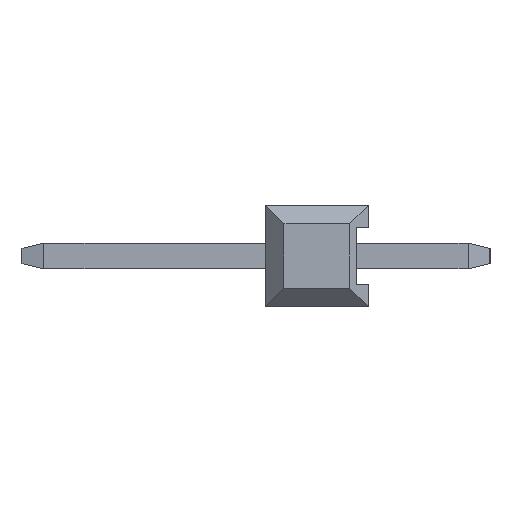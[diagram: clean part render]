
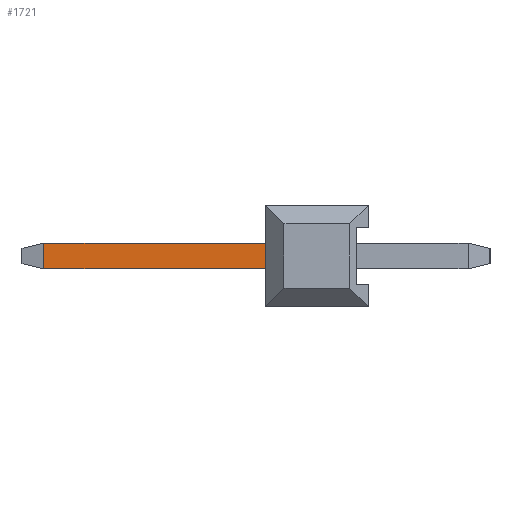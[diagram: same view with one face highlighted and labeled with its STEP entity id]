
A CAD part, left-side view. The second image highlights one B-rep face of the part: STEP entity #1721.
In plain terms, the highlighted planar face has unit normal (-1, 0, 0).
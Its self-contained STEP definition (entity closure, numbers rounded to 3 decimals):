
#1721 = ADVANCED_FACE ( 'NONE', ( #16444 ), #31042, .T. ) ;
#5279 = EDGE_CURVE ( 'NONE', #18957, #18673, #6598, .T. ) ;
#6598 = LINE ( 'NONE', #6599, #24784 ) ;
#6599 = CARTESIAN_POINT ( 'NONE',  ( -0.32, 2.54, -0.32 ) ) ;
#6600 = DIRECTION ( 'NONE',  ( 0., 0., 1. ) ) ;
#10679 = EDGE_LOOP ( 'NONE', ( #19216, #19213, #19226, #19227 ) ) ;
#16421 = AXIS2_PLACEMENT_3D ( 'NONE', #31043, #31044, #31045 ) ;
#16444 = FACE_OUTER_BOUND ( 'NONE', #10679, .T. ) ;
#16824 = EDGE_CURVE ( 'NONE', #20946, #18957, #27548, .T. ) ;
#16826 = EDGE_CURVE ( 'NONE', #20957, #20946, #27554, .T. ) ;
#16827 = EDGE_CURVE ( 'NONE', #20957, #18673, #27557, .T. ) ;
#18673 = VERTEX_POINT ( 'NONE', #27594 ) ;
#18957 = VERTEX_POINT ( 'NONE', #27785 ) ;
#19213 = ORIENTED_EDGE ( 'NONE', *, *, #16826, .T. ) ;
#19216 = ORIENTED_EDGE ( 'NONE', *, *, #16827, .F. ) ;
#19226 = ORIENTED_EDGE ( 'NONE', *, *, #16824, .T. ) ;
#19227 = ORIENTED_EDGE ( 'NONE', *, *, #5279, .T. ) ;
#20242 = VECTOR ( 'NONE', #27550, 1000. ) ;
#20244 = VECTOR ( 'NONE', #27556, 1000. ) ;
#20245 = VECTOR ( 'NONE', #27559, 1000. ) ;
#20946 = VERTEX_POINT ( 'NONE', #26502 ) ;
#20957 = VERTEX_POINT ( 'NONE', #26511 ) ;
#24784 = VECTOR ( 'NONE', #6600, 1000. ) ;
#26502 = CARTESIAN_POINT ( 'NONE',  ( -0.32, 7.999, -0.32 ) ) ;
#26511 = CARTESIAN_POINT ( 'NONE',  ( -0.32, 7.999, 0.32 ) ) ;
#27548 = LINE ( 'NONE', #27549, #20242 ) ;
#27549 = CARTESIAN_POINT ( 'NONE',  ( -0.32, 8.54, -0.32 ) ) ;
#27550 = DIRECTION ( 'NONE',  ( 0., -1., 0. ) ) ;
#27554 = LINE ( 'NONE', #27555, #20244 ) ;
#27555 = CARTESIAN_POINT ( 'NONE',  ( -0.32, 7.999, 0.32 ) ) ;
#27556 = DIRECTION ( 'NONE',  ( 0., 0., -1. ) ) ;
#27557 = LINE ( 'NONE', #27558, #20245 ) ;
#27558 = CARTESIAN_POINT ( 'NONE',  ( -0.32, 8.54, 0.32 ) ) ;
#27559 = DIRECTION ( 'NONE',  ( 0., -1., 0. ) ) ;
#27594 = CARTESIAN_POINT ( 'NONE',  ( -0.32, 2.54, 0.32 ) ) ;
#27785 = CARTESIAN_POINT ( 'NONE',  ( -0.32, 2.54, -0.32 ) ) ;
#31042 = PLANE ( 'NONE',  #16421 ) ;
#31043 = CARTESIAN_POINT ( 'NONE',  ( -0.32, 8.54, 0.32 ) ) ;
#31044 = DIRECTION ( 'NONE',  ( -1., 0., 0. ) ) ;
#31045 = DIRECTION ( 'NONE',  ( 0., 0., 1. ) ) ;
